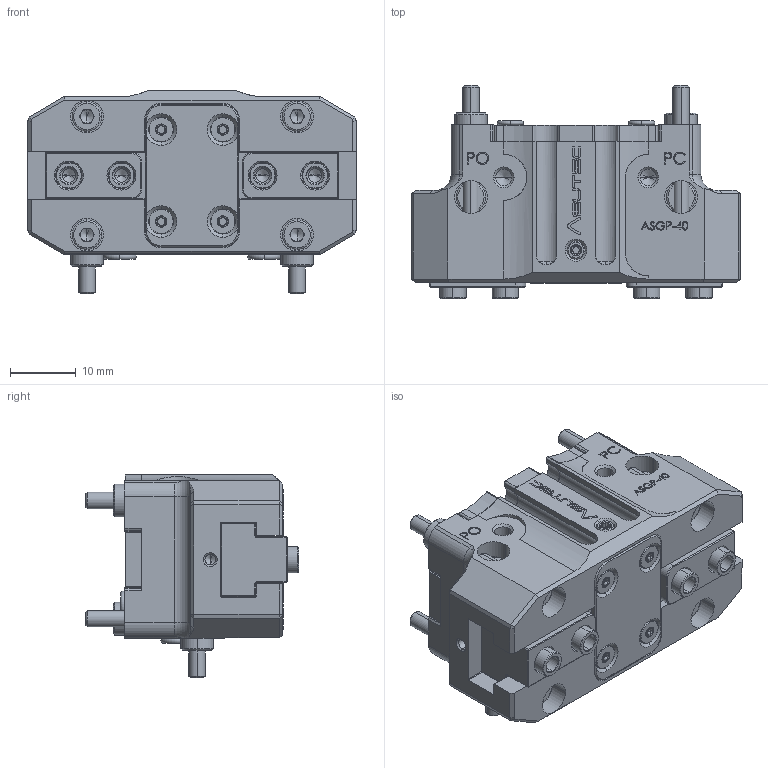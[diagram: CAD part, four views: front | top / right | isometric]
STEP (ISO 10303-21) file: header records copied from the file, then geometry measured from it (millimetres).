
FILE_DESCRIPTION (( 'STEP AP203' ), '1' );
FILE_NAME ('ASUTEC_ASGP-40.STEP', '2019-11-01T05:29:33', ( '' ), ( '' ), 'SwSTEP 2.0', 'SolidWorks 2015', '' );
FILE_SCHEMA (( 'CONFIG_CONTROL_DESIGN' ));
Length unit declared in the file: millimetre
Products named in the file (8): Zentrierhuelse-konfigurierbar_D5d3,2L4,2<Standard>; ASUTEC_ASGP-40; Grundgehäuse ASGP-40_Step <Standard>; Greiferbacke ASGP-40; Abdeckung ASGP-40; 12000020 O-Ring 2x1_Flanschdichtung <Standard>; 12000094 O-Ring 3x1_Flansch <Standard>; 10000133 M2,5x25 DIN912
Assembly tree (18 placements, depth 2):
  ASUTEC_ASGP-40
    Grundgehäuse ASGP-40_Step <Standard>
    Greiferbacke ASGP-40  x2
    Abdeckung ASGP-40
    12000020 O-Ring 2x1_Flanschdichtung <Standard>  x2
    12000094 O-Ring 3x1_Flansch <Standard>  x2
    10000133 M2,5x25 DIN912  x6
    Zentrierhuelse-konfigurierbar_D5d3,2L4,2<Standard>  x4
Bounding box: 50 x 32.45 x 31 mm (x, y, z)
Volume: 24144.5 mm3; surface area: 14484.5 mm2
Topology: 18 solids, 18 shells, 1668 faces, 4118 edges, 2560 vertices
Faces by surface type: plane 570, cylinder 524, cone 352, bspline 126, torus 96
Entity records: 53571 total; most frequent: CARTESIAN_POINT 20804, ORIENTED_EDGE 6902, DIRECTION 6033, EDGE_CURVE 3451, VERTEX_POINT 2187, AXIS2_PLACEMENT_3D 2170, LINE 1693, VECTOR 1693
